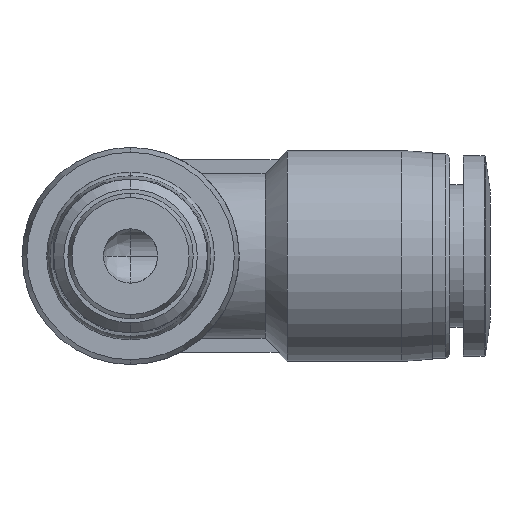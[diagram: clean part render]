
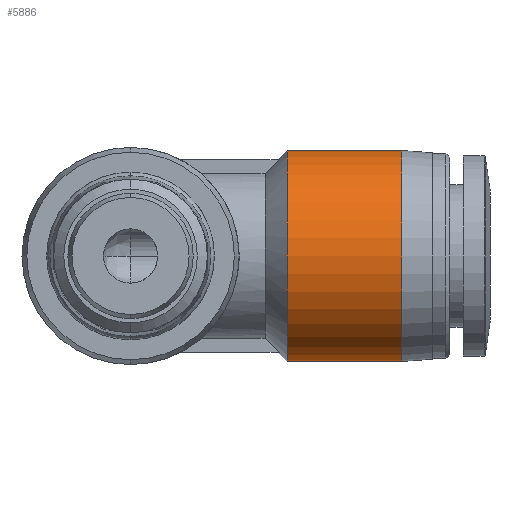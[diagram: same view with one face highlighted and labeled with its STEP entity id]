
A CAD part, front view. The second image highlights one B-rep face of the part: STEP entity #5886.
In plain terms, the highlighted cylindrical face has radius 8.75 mm (diameter 17.5 mm), a partial arc.
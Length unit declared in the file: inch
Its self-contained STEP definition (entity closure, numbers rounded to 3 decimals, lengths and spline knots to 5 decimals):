
#354 = CIRCLE ( 'NONE', #8122, 0.34449 ) ;
#782 = DIRECTION ( 'NONE',  ( 0., -1., 0. ) ) ;
#1186 = DIRECTION ( 'NONE',  ( 0., 0., 1. ) ) ;
#1365 = CARTESIAN_POINT ( 'NONE',  ( 0.69882, 0.77756, 0.34449 ) ) ;
#2265 = CYLINDRICAL_SURFACE ( 'NONE', #17014, 0.34449 ) ;
#2402 = ORIENTED_EDGE ( 'NONE', *, *, #12783, .T. ) ;
#3580 = CARTESIAN_POINT ( 'NONE',  ( 0.51181, 0.77756, 0.34449 ) ) ;
#3816 = EDGE_LOOP ( 'NONE', ( #16346, #16790, #13705, #2402 ) ) ;
#3917 = CARTESIAN_POINT ( 'NONE',  ( 0.88583, 0.77756, -0.34449 ) ) ;
#4285 = CARTESIAN_POINT ( 'NONE',  ( 0.69882, 0.77756, 0. ) ) ;
#5054 = VECTOR ( 'NONE', #12408, 39.37008 ) ;
#5131 = VERTEX_POINT ( 'NONE', #8745 ) ;
#5373 = CARTESIAN_POINT ( 'NONE',  ( 0.51181, 0.77756, 0. ) ) ;
#5886 = ADVANCED_FACE ( 'NONE', ( #16482 ), #2265, .T. ) ;
#6978 = DIRECTION ( 'NONE',  ( 0., 0., 1. ) ) ;
#8122 = AXIS2_PLACEMENT_3D ( 'NONE', #19601, #10253, #782 ) ;
#8137 = DIRECTION ( 'NONE',  ( -1., 0., 0. ) ) ;
#8168 = VERTEX_POINT ( 'NONE', #10409 ) ;
#8745 = CARTESIAN_POINT ( 'NONE',  ( 0.51181, 0.77756, -0.34449 ) ) ;
#9974 = AXIS2_PLACEMENT_3D ( 'NONE', #5373, #16348, #6978 ) ;
#10166 = EDGE_CURVE ( 'NONE', #8168, #14458, #17545, .T. ) ;
#10253 = DIRECTION ( 'NONE',  ( 1., 0., 0. ) ) ;
#10409 = CARTESIAN_POINT ( 'NONE',  ( 0.88583, 0.77756, 0.34449 ) ) ;
#11303 = VERTEX_POINT ( 'NONE', #3917 ) ;
#11851 = EDGE_CURVE ( 'NONE', #8168, #11303, #354, .T. ) ;
#12408 = DIRECTION ( 'NONE',  ( -1., 0., 0. ) ) ;
#12783 = EDGE_CURVE ( 'NONE', #14458, #5131, #19166, .T. ) ;
#13705 = ORIENTED_EDGE ( 'NONE', *, *, #10166, .T. ) ;
#14151 = LINE ( 'NONE', #15905, #18271 ) ;
#14458 = VERTEX_POINT ( 'NONE', #3580 ) ;
#15157 = DIRECTION ( 'NONE',  ( -1., 0., 0. ) ) ;
#15905 = CARTESIAN_POINT ( 'NONE',  ( 0.69882, 0.77756, -0.34449 ) ) ;
#16346 = ORIENTED_EDGE ( 'NONE', *, *, #19579, .F. ) ;
#16348 = DIRECTION ( 'NONE',  ( 1., 0., 0. ) ) ;
#16482 = FACE_OUTER_BOUND ( 'NONE', #3816, .T. ) ;
#16790 = ORIENTED_EDGE ( 'NONE', *, *, #11851, .F. ) ;
#17014 = AXIS2_PLACEMENT_3D ( 'NONE', #4285, #15157, #1186 ) ;
#17545 = LINE ( 'NONE', #1365, #5054 ) ;
#18271 = VECTOR ( 'NONE', #8137, 39.37008 ) ;
#19166 = CIRCLE ( 'NONE', #9974, 0.34449 ) ;
#19579 = EDGE_CURVE ( 'NONE', #11303, #5131, #14151, .T. ) ;
#19601 = CARTESIAN_POINT ( 'NONE',  ( 0.88583, 0.77756, 0. ) ) ;
